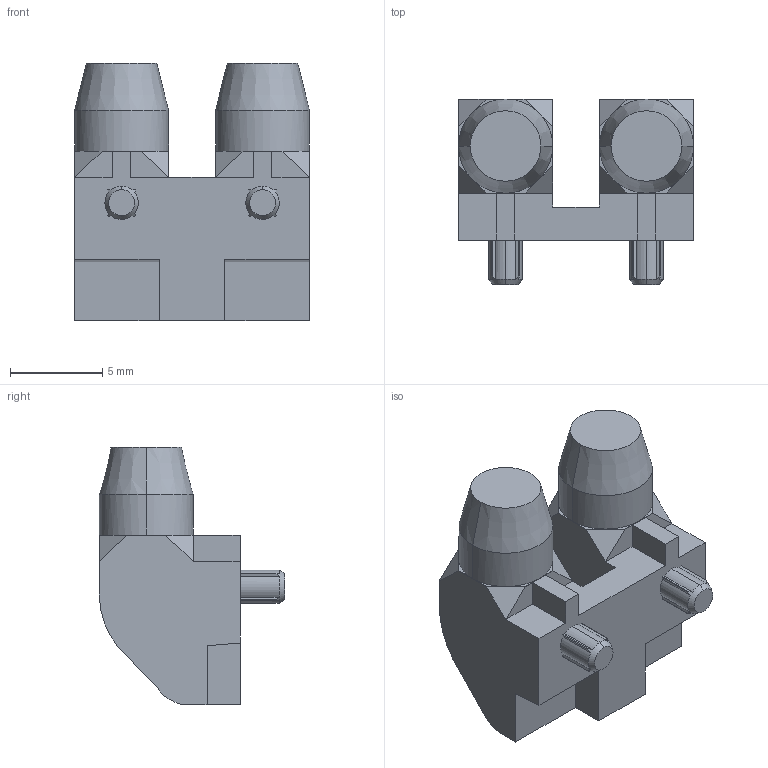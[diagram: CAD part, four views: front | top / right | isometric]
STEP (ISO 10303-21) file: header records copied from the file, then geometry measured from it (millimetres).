
FILE_DESCRIPTION (( 'STEP AP203' ), '1' );
FILE_NAME ('7514B2-2.STEP', '2016-06-29T21:45:20', ( '' ), ( '' ), 'SwSTEP 2.0', 'SolidWorks 2014', '' );
FILE_SCHEMA (( 'CONFIG_CONTROL_DESIGN' ));
Length unit declared in the file: inch
Products named in the file (1): 7514B2-2
Bounding box: 12.7 x 10.03 x 13.92 mm (x, y, z)
Volume: 750 mm3; surface area: 721.1 mm2
Topology: 1 solids, 1 shells, 116 faces, 304 edges, 192 vertices
Faces by surface type: plane 90, cylinder 18, cone 8
Entity records: 3631 total; most frequent: CARTESIAN_POINT 759, ORIENTED_EDGE 608, DIRECTION 538, EDGE_CURVE 304, VECTOR 212, LINE 212, VERTEX_POINT 192, AXIS2_PLACEMENT_3D 163
